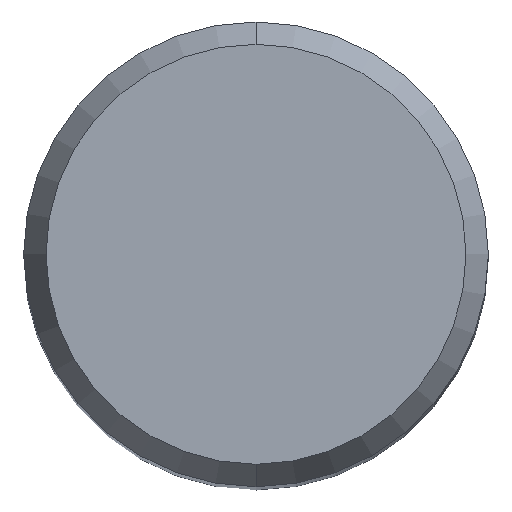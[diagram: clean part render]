
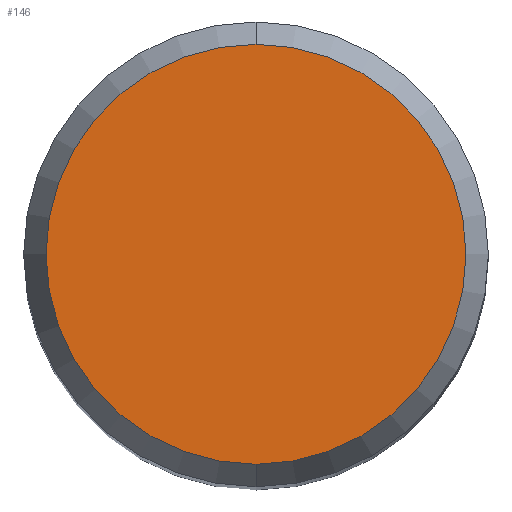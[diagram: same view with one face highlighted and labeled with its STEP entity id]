
A CAD part, top view. The second image highlights one B-rep face of the part: STEP entity #146.
In plain terms, the highlighted planar face has unit normal (0, 0, 1).
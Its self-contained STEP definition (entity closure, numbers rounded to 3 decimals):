
#98=VERTEX_POINT('',#236);
#114=VERTEX_POINT('',#253);
#116=EDGE_CURVE('',#114,#98,#255,.T.);
#136=EDGE_CURVE('',#98,#114,#277,.T.);
#146=ADVANCED_FACE('',(#289),#290,.T.);
#236=CARTESIAN_POINT('',(0.,-4.304,0.01));
#253=CARTESIAN_POINT('',(0.0,4.304,0.01));
#255=CIRCLE('',#409,4.304);
#277=CIRCLE('',#436,4.304);
#289=FACE_OUTER_BOUND('',#450,.T.);
#290=PLANE('',#451);
#409=AXIS2_PLACEMENT_3D('',#567,#568,#569);
#436=AXIS2_PLACEMENT_3D('',#588,#589,#590);
#450=EDGE_LOOP('',(#614,#615));
#451=AXIS2_PLACEMENT_3D('',#616,#617,#618);
#567=CARTESIAN_POINT('',(0.0,0.0,0.01));
#568=DIRECTION('',(0.0,0.0,-1.0));
#569=DIRECTION('',(0.0,1.0,0.0));
#588=CARTESIAN_POINT('',(0.0,0.0,0.01));
#589=DIRECTION('',(0.0,0.0,-1.0));
#590=DIRECTION('',(0.0,1.0,0.0));
#614=ORIENTED_EDGE('',*,*,#116,.F.);
#615=ORIENTED_EDGE('',*,*,#136,.F.);
#616=CARTESIAN_POINT('',(0.0,2.152,0.01));
#617=DIRECTION('',(-0.0,0.0,1.0));
#618=DIRECTION('',(0.0,-1.0,0.0));
